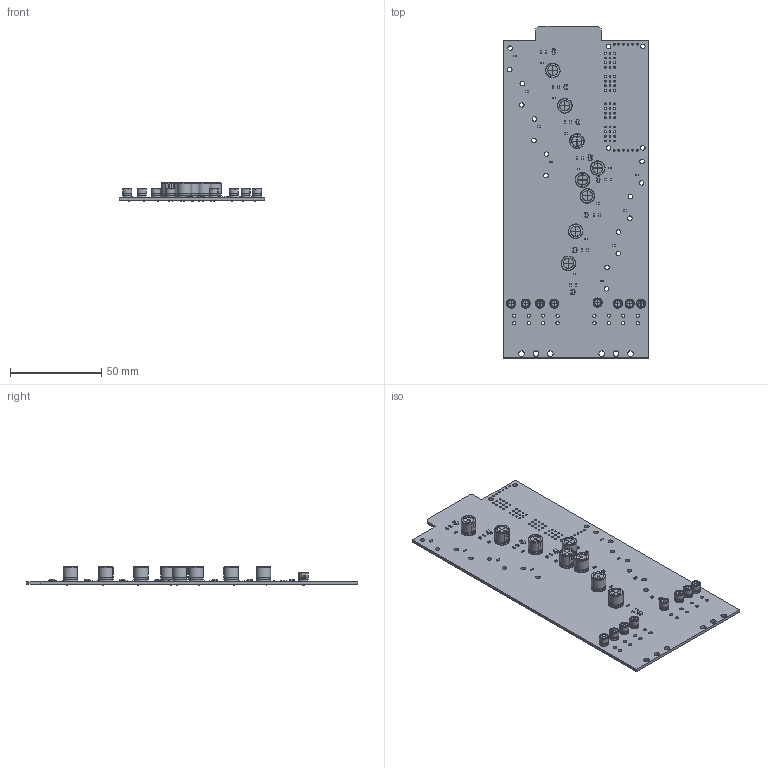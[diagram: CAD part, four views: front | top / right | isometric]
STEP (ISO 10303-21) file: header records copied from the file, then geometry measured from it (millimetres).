
FILE_DESCRIPTION(('KiCad electronic assembly'),'2;1');
FILE_NAME('CCC_rig_driver.step','2023-09-05T13:59:02',('Pcbnew'),( 'Kicad'),'Open CASCADE STEP processor 7.6','KiCad to STEP converter' ,'Unknown');
FILE_SCHEMA(('AUTOMOTIVE_DESIGN { 1 0 10303 214 1 1 1 1 }'));
Length unit declared in the file: millimetre
Products named in the file (10): CCC_rig_driver 1; CP_Radial_D8.0mm_P3.50mm; SOLID; CP_Radial_D5.0mm_P2.50mm; SOT-23; R_0603_1608Metric; CCC_rig_driver PCB
Assembly tree (61 placements, depth 3):
  CCC_rig_driver 1
    CP_Radial_D8.0mm_P3.50mm  x8
      SOLID
    CP_Radial_D5.0mm_P2.50mm  x8
      SOLID
    SOT-23  x8
      SOLID
    R_0603_1608Metric  x32
      SOLID
    CCC_rig_driver PCB
Bounding box: 80 x 182 x 10 mm (x, y, z)
Volume: 26273.9 mm3; surface area: 34082.3 mm2
Topology: 57 solids, 73 shells, 2410 faces, 6008 edges, 3784 vertices
Faces by surface type: bspline 2264, cylinder 134, plane 12
Full cylindrical faces by diameter (mm): 0.8 x32, 1 x48, 1.016 x12, 1.8 x16, 2.5 x20, 3 x6
Entity records: 27541 total; most frequent: CARTESIAN_POINT 10618, ORIENTED_EDGE 1850, PCURVE 1850, DEFINITIONAL_REPRESENTATION 1850, DIRECTION 1712, B_SPLINE_CURVE_WITH_KNOTS 1255, EDGE_CURVE 925, SURFACE_CURVE 787
